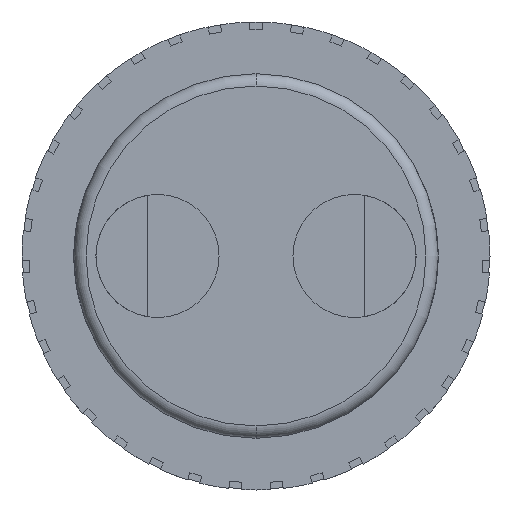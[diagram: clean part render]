
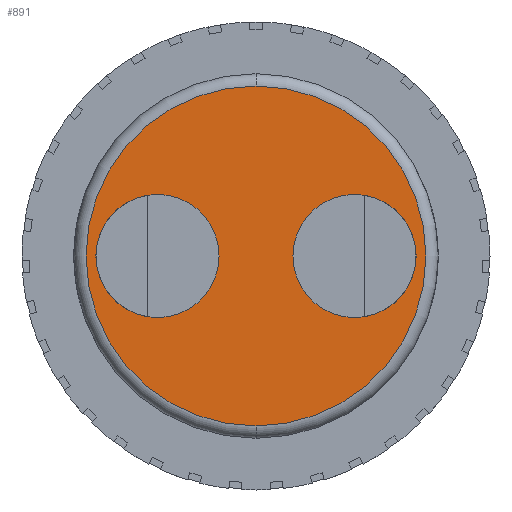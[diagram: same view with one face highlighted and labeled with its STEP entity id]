
A CAD part, front view. The second image highlights one B-rep face of the part: STEP entity #891.
In plain terms, the highlighted planar face has unit normal (0, -1, 0).
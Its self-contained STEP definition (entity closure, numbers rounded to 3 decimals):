
#68 = CIRCLE ( 'NONE', #2359, 2.5 ) ;
#93 = CARTESIAN_POINT ( 'NONE',  ( 4., 0., 0. ) ) ;
#109 = DIRECTION ( 'NONE',  ( 0., -1., 0. ) ) ;
#461 = CARTESIAN_POINT ( 'NONE',  ( -4., 0., 0. ) ) ;
#735 = ORIENTED_EDGE ( 'NONE', *, *, #2991, .F. ) ;
#891 = ADVANCED_FACE ( 'NONE', ( #5104, #980, #1735 ), #1150, .F. ) ;
#945 = AXIS2_PLACEMENT_3D ( 'NONE', #461, #1406, #5275 ) ;
#980 = FACE_BOUND ( 'NONE', #3083, .T. ) ;
#1042 = CARTESIAN_POINT ( 'NONE',  ( 0., 0., -6.9 ) ) ;
#1056 = AXIS2_PLACEMENT_3D ( 'NONE', #2769, #109, #5008 ) ;
#1148 = AXIS2_PLACEMENT_3D ( 'NONE', #5495, #4631, #1985 ) ;
#1150 = PLANE ( 'NONE',  #1148 ) ;
#1406 = DIRECTION ( 'NONE',  ( 0., -1., 0. ) ) ;
#1454 = CARTESIAN_POINT ( 'NONE',  ( 0., 0., 0. ) ) ;
#1618 = EDGE_CURVE ( 'NONE', #3296, #2125, #2885, .T. ) ;
#1631 = CARTESIAN_POINT ( 'NONE',  ( -4., 0., -2.5 ) ) ;
#1646 = EDGE_CURVE ( 'NONE', #2125, #3296, #3314, .T. ) ;
#1735 = FACE_BOUND ( 'NONE', #2916, .T. ) ;
#1753 = EDGE_CURVE ( 'NONE', #2824, #5269, #68, .T. ) ;
#1985 = DIRECTION ( 'NONE',  ( 0., 0., 1. ) ) ;
#2125 = VERTEX_POINT ( 'NONE', #2809 ) ;
#2297 = ORIENTED_EDGE ( 'NONE', *, *, #1646, .F. ) ;
#2314 = DIRECTION ( 'NONE',  ( 0., 0., -1. ) ) ;
#2344 = AXIS2_PLACEMENT_3D ( 'NONE', #3384, #2910, #3857 ) ;
#2359 = AXIS2_PLACEMENT_3D ( 'NONE', #93, #3687, #4990 ) ;
#2560 = AXIS2_PLACEMENT_3D ( 'NONE', #1454, #4970, #2745 ) ;
#2745 = DIRECTION ( 'NONE',  ( 0., 0., 1. ) ) ;
#2769 = CARTESIAN_POINT ( 'NONE',  ( -4., 0., 0. ) ) ;
#2773 = CARTESIAN_POINT ( 'NONE',  ( 0., 0., 6.9 ) ) ;
#2809 = CARTESIAN_POINT ( 'NONE',  ( -4., 0., 2.5 ) ) ;
#2824 = VERTEX_POINT ( 'NONE', #2897 ) ;
#2885 = CIRCLE ( 'NONE', #945, 2.5 ) ;
#2897 = CARTESIAN_POINT ( 'NONE',  ( 4., 0., -2.5 ) ) ;
#2910 = DIRECTION ( 'NONE',  ( 0., -1., 0. ) ) ;
#2916 = EDGE_LOOP ( 'NONE', ( #4819, #735 ) ) ;
#2991 = EDGE_CURVE ( 'NONE', #5269, #2824, #5347, .T. ) ;
#3083 = EDGE_LOOP ( 'NONE', ( #5585, #2297 ) ) ;
#3157 = VERTEX_POINT ( 'NONE', #2773 ) ;
#3296 = VERTEX_POINT ( 'NONE', #1631 ) ;
#3301 = EDGE_LOOP ( 'NONE', ( #4052, #4252 ) ) ;
#3314 = CIRCLE ( 'NONE', #1056, 2.5 ) ;
#3335 = EDGE_CURVE ( 'NONE', #3157, #3639, #5199, .T. ) ;
#3384 = CARTESIAN_POINT ( 'NONE',  ( 0., 0., 0. ) ) ;
#3598 = EDGE_CURVE ( 'NONE', #3639, #3157, #4864, .T. ) ;
#3622 = AXIS2_PLACEMENT_3D ( 'NONE', #3633, #4517, #2314 ) ;
#3633 = CARTESIAN_POINT ( 'NONE',  ( 4., 0., 0. ) ) ;
#3639 = VERTEX_POINT ( 'NONE', #1042 ) ;
#3687 = DIRECTION ( 'NONE',  ( 0., -1., 0. ) ) ;
#3857 = DIRECTION ( 'NONE',  ( 0., 0., 1. ) ) ;
#4052 = ORIENTED_EDGE ( 'NONE', *, *, #3335, .T. ) ;
#4252 = ORIENTED_EDGE ( 'NONE', *, *, #3598, .T. ) ;
#4517 = DIRECTION ( 'NONE',  ( 0., -1., 0. ) ) ;
#4618 = CARTESIAN_POINT ( 'NONE',  ( 4., 0., 2.5 ) ) ;
#4631 = DIRECTION ( 'NONE',  ( 0., 1., 0. ) ) ;
#4819 = ORIENTED_EDGE ( 'NONE', *, *, #1753, .F. ) ;
#4864 = CIRCLE ( 'NONE', #2560, 6.9 ) ;
#4970 = DIRECTION ( 'NONE',  ( 0., -1., 0. ) ) ;
#4990 = DIRECTION ( 'NONE',  ( 0., 0., -1. ) ) ;
#5008 = DIRECTION ( 'NONE',  ( 0., 0., -1. ) ) ;
#5104 = FACE_OUTER_BOUND ( 'NONE', #3301, .T. ) ;
#5199 = CIRCLE ( 'NONE', #2344, 6.9 ) ;
#5269 = VERTEX_POINT ( 'NONE', #4618 ) ;
#5275 = DIRECTION ( 'NONE',  ( 0., 0., -1. ) ) ;
#5347 = CIRCLE ( 'NONE', #3622, 2.5 ) ;
#5495 = CARTESIAN_POINT ( 'NONE',  ( 0., 0., 0. ) ) ;
#5585 = ORIENTED_EDGE ( 'NONE', *, *, #1618, .F. ) ;
